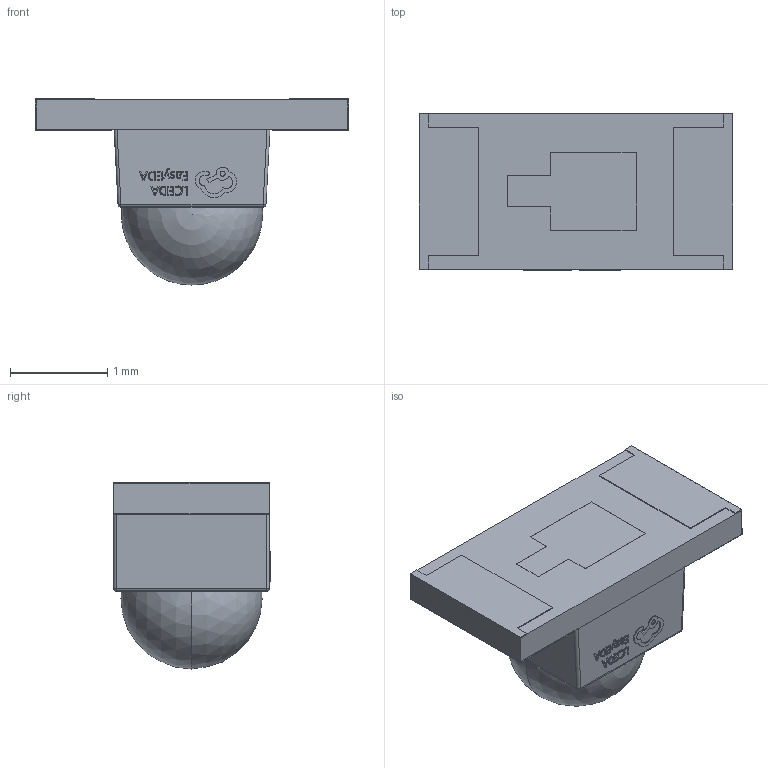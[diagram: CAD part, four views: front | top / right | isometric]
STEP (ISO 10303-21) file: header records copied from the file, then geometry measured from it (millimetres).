
FILE_DESCRIPTION (( 'STEP AP214' ), '1' );
FILE_NAME ('LED1206-RD_YELLOW.STEP', '2023-06-06T09:11:21', ( '' ), ( '' ), 'SwSTEP 2.0', 'SolidWorks 2020', '' );
FILE_SCHEMA (( 'AUTOMOTIVE_DESIGN' ));
Length unit declared in the file: millimetre
Products named in the file (1): LED1206-RD_YELLOW
Bounding box: 3.22 x 1.61 x 1.91 mm (x, y, z)
Volume: 4.5 mm3; surface area: 34.8 mm2
Topology: 6 solids, 6 shells, 307 faces, 820 edges, 540 vertices
Faces by surface type: plane 195, bspline 98, cylinder 8, sphere 6
Entity records: 13361 total; most frequent: CARTESIAN_POINT 2974, ORIENTED_EDGE 1622, DIRECTION 1043, EDGE_CURVE 811, LINE 591, VECTOR 591, VERTEX_POINT 537, EDGE_LOOP 328
